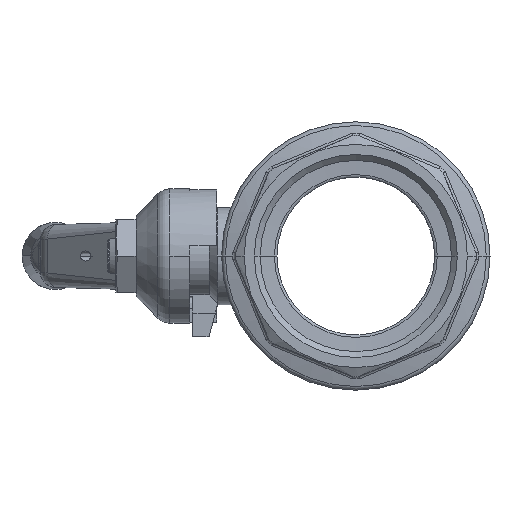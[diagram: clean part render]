
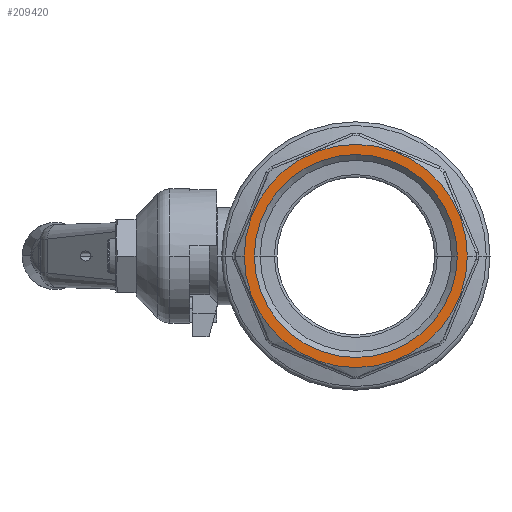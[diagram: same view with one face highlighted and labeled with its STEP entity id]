
A CAD part, left-side view. The second image highlights one B-rep face of the part: STEP entity #209420.
In plain terms, the highlighted face is planar.
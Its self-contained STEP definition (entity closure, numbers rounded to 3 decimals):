
#208860=CARTESIAN_POINT('',(51.5,30.25,0.));
#208870=VERTEX_POINT('',#208860);
#208960=CARTESIAN_POINT('',(51.5,-30.25,0.
));
#208970=VERTEX_POINT('',#208960);
#209000=CARTESIAN_POINT('',(51.5,0.,0.));
#209010=DIRECTION('',(1.,0.,0.));
#209020=DIRECTION('',(0.,1.,0.));
#209030=AXIS2_PLACEMENT_3D('',#209000,#209010,#209020);
#209040=CIRCLE('',#209030,30.25);
#209050=EDGE_CURVE('',#208870,#208970,#209040,.T.);
#209170=CARTESIAN_POINT('',(51.5,-31.75,0.));
#209180=DIRECTION('',(1.,0.,0.));
#209190=DIRECTION('',(0.,1.,0.));
#209200=AXIS2_PLACEMENT_3D('',#209170,#209180,#209190);
#209210=PLANE('',#209200);
#209220=CARTESIAN_POINT('',(51.5,0.,0.));
#209230=DIRECTION('',(-1.,0.,0.));
#209240=DIRECTION('',(0.,-1.,0.));
#209250=AXIS2_PLACEMENT_3D('',#209220,#209230,#209240);
#209260=CIRCLE('',#209250,33.25);
#209270=CARTESIAN_POINT('',(51.5,-33.25,0.));
#209280=VERTEX_POINT('',#209270);
#209290=CARTESIAN_POINT('',(51.5,33.25,
0.));
#209300=VERTEX_POINT('',#209290);
#209310=EDGE_CURVE('',#209280,#209300,#209260,.T.);
#209320=ORIENTED_EDGE('',*,*,#209310,.F.);
#209330=EDGE_CURVE('',#209300,#209280,#209260,.T.);
#209340=ORIENTED_EDGE('',*,*,#209330,.F.);
#209350=EDGE_LOOP('',(#209340,#209320));
#209360=FACE_OUTER_BOUND('',#209350,.T.);
#209370=EDGE_CURVE('',#208970,#208870,#209040,.T.);
#209380=ORIENTED_EDGE('',*,*,#209370,.F.);
#209390=ORIENTED_EDGE('',*,*,#209050,.F.);
#209400=EDGE_LOOP('',(#209390,#209380));
#209410=FACE_BOUND('',#209400,.T.);
#209420=ADVANCED_FACE('',(#209360,#209410),#209210,.T.);
